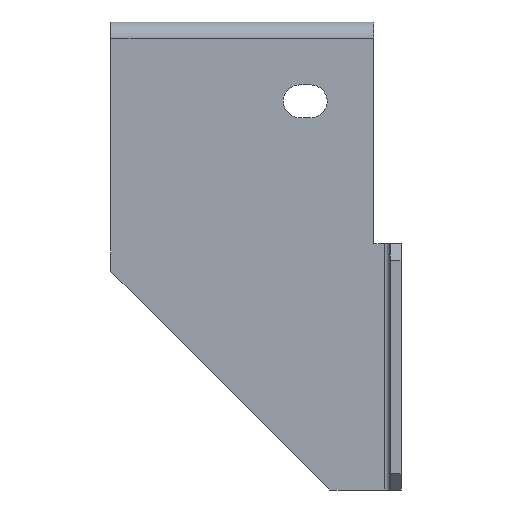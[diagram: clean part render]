
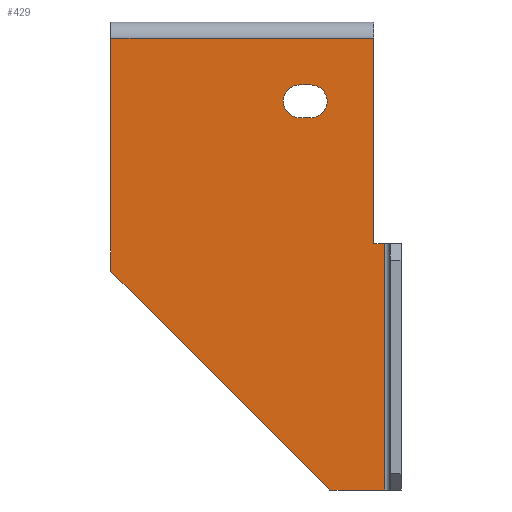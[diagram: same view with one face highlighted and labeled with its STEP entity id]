
A CAD part, left-side view. The second image highlights one B-rep face of the part: STEP entity #429.
In plain terms, the highlighted planar face has unit normal (-1, 0, 0).
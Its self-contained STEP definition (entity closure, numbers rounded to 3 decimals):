
#8 = VERTEX_POINT ( 'NONE', #637 ) ;
#20 = DIRECTION ( 'NONE',  ( 0., 0., -1. ) ) ;
#23 = DIRECTION ( 'NONE',  ( 0., -1., 0. ) ) ;
#26 = CIRCLE ( 'NONE', #936, 3. ) ;
#45 = VECTOR ( 'NONE', #942, 1000. ) ;
#59 = EDGE_CURVE ( 'NONE', #603, #413, #1291, .T. ) ;
#61 = DIRECTION ( 'NONE',  ( 0., 0., -1. ) ) ;
#90 = FACE_BOUND ( 'NONE', #479, .T. ) ;
#94 = DIRECTION ( 'NONE',  ( 0., 1., 0. ) ) ;
#100 = CARTESIAN_POINT ( 'NONE',  ( 17.25, 16.5, 48.5 ) ) ;
#111 = DIRECTION ( 'NONE',  ( 0., -1., 0. ) ) ;
#205 = ORIENTED_EDGE ( 'NONE', *, *, #1099, .F. ) ;
#218 = AXIS2_PLACEMENT_3D ( 'NONE', #499, #811, #899 ) ;
#242 = CARTESIAN_POINT ( 'NONE',  ( 17.25, 51., 17.5 ) ) ;
#276 = LINE ( 'NONE', #661, #296 ) ;
#287 = EDGE_CURVE ( 'NONE', #413, #542, #728, .T. ) ;
#293 = VECTOR ( 'NONE', #578, 1000. ) ;
#296 = VECTOR ( 'NONE', #460, 1000. ) ;
#325 = CARTESIAN_POINT ( 'NONE',  ( 17.25, 51., 17.5 ) ) ;
#354 = AXIS2_PLACEMENT_3D ( 'NONE', #1012, #806, #399 ) ;
#371 = ORIENTED_EDGE ( 'NONE', *, *, #372, .F. ) ;
#372 = EDGE_CURVE ( 'NONE', #849, #8, #676, .T. ) ;
#384 = ORIENTED_EDGE ( 'NONE', *, *, #727, .T. ) ;
#387 = EDGE_CURVE ( 'NONE', #597, #588, #1083, .T. ) ;
#393 = ORIENTED_EDGE ( 'NONE', *, *, #1210, .T. ) ;
#394 = CARTESIAN_POINT ( 'NONE',  ( 17.25, 0., 22.5 ) ) ;
#399 = DIRECTION ( 'NONE',  ( 0., -1., 0. ) ) ;
#413 = VERTEX_POINT ( 'NONE', #598 ) ;
#423 = VECTOR ( 'NONE', #111, 1000. ) ;
#429 = ADVANCED_FACE ( 'NONE', ( #90, #907 ), #1090, .F. ) ;
#434 = LINE ( 'NONE', #242, #45 ) ;
#448 = CARTESIAN_POINT ( 'NONE',  ( 17.25, 16.5, 45.5 ) ) ;
#452 = CARTESIAN_POINT ( 'NONE',  ( 17.25, 1., 22.5 ) ) ;
#460 = DIRECTION ( 'NONE',  ( 0., 0., -1. ) ) ;
#479 = EDGE_LOOP ( 'NONE', ( #531, #938, #371, #205 ) ) ;
#499 = CARTESIAN_POINT ( 'NONE',  ( 17.25, 0., 0. ) ) ;
#505 = EDGE_CURVE ( 'NONE', #1226, #1231, #627, .T. ) ;
#509 = EDGE_LOOP ( 'NONE', ( #393, #837, #384, #667, #1283, #560, #541 ) ) ;
#529 = CARTESIAN_POINT ( 'NONE',  ( 17.25, 3., 60. ) ) ;
#531 = ORIENTED_EDGE ( 'NONE', *, *, #505, .F. ) ;
#533 = EDGE_CURVE ( 'NONE', #730, #1089, #434, .T. ) ;
#541 = ORIENTED_EDGE ( 'NONE', *, *, #59, .F. ) ;
#542 = VERTEX_POINT ( 'NONE', #1131 ) ;
#560 = ORIENTED_EDGE ( 'NONE', *, *, #287, .F. ) ;
#578 = DIRECTION ( 'NONE',  ( 0., -1., 0. ) ) ;
#588 = VERTEX_POINT ( 'NONE', #658 ) ;
#597 = VERTEX_POINT ( 'NONE', #452 ) ;
#598 = CARTESIAN_POINT ( 'NONE',  ( 17.25, 3., 60. ) ) ;
#603 = VERTEX_POINT ( 'NONE', #966 ) ;
#627 = LINE ( 'NONE', #1228, #716 ) ;
#635 = DIRECTION ( 'NONE',  ( 0., 1., 0. ) ) ;
#637 = CARTESIAN_POINT ( 'NONE',  ( 17.25, 14.5, 45.5 ) ) ;
#658 = CARTESIAN_POINT ( 'NONE',  ( 17.25, 1., -22.5 ) ) ;
#661 = CARTESIAN_POINT ( 'NONE',  ( 17.25, 51., 0. ) ) ;
#667 = ORIENTED_EDGE ( 'NONE', *, *, #387, .F. ) ;
#676 = LINE ( 'NONE', #968, #293 ) ;
#703 = EDGE_CURVE ( 'NONE', #597, #542, #705, .T. ) ;
#705 = LINE ( 'NONE', #394, #1076 ) ;
#716 = VECTOR ( 'NONE', #635, 1000. ) ;
#727 = EDGE_CURVE ( 'NONE', #1089, #588, #823, .T. ) ;
#728 = LINE ( 'NONE', #529, #779 ) ;
#730 = VERTEX_POINT ( 'NONE', #325 ) ;
#742 = CIRCLE ( 'NONE', #354, 3. ) ;
#779 = VECTOR ( 'NONE', #20, 1000. ) ;
#806 = DIRECTION ( 'NONE',  ( -1., 0., 0. ) ) ;
#811 = DIRECTION ( 'NONE',  ( 1., 0., 0. ) ) ;
#823 = LINE ( 'NONE', #829, #423 ) ;
#829 = CARTESIAN_POINT ( 'NONE',  ( 17.25, 0., -22.5 ) ) ;
#837 = ORIENTED_EDGE ( 'NONE', *, *, #533, .T. ) ;
#846 = VECTOR ( 'NONE', #61, 1000. ) ;
#849 = VERTEX_POINT ( 'NONE', #448 ) ;
#899 = DIRECTION ( 'NONE',  ( 0., 1., 0. ) ) ;
#907 = FACE_OUTER_BOUND ( 'NONE', #509, .T. ) ;
#912 = DIRECTION ( 'NONE',  ( -1., 0., 0. ) ) ;
#936 = AXIS2_PLACEMENT_3D ( 'NONE', #100, #912, #23 ) ;
#938 = ORIENTED_EDGE ( 'NONE', *, *, #1245, .F. ) ;
#942 = DIRECTION ( 'NONE',  ( 0., -0.707, -0.707 ) ) ;
#963 = CARTESIAN_POINT ( 'NONE',  ( 17.25, 14.5, 51.5 ) ) ;
#966 = CARTESIAN_POINT ( 'NONE',  ( 17.25, 51., 60. ) ) ;
#968 = CARTESIAN_POINT ( 'NONE',  ( 17.25, 14.5, 45.5 ) ) ;
#972 = CARTESIAN_POINT ( 'NONE',  ( 17.25, 3., 60. ) ) ;
#994 = DIRECTION ( 'NONE',  ( 0., -1., 0. ) ) ;
#1012 = CARTESIAN_POINT ( 'NONE',  ( 17.25, 14.5, 48.5 ) ) ;
#1035 = CARTESIAN_POINT ( 'NONE',  ( 17.25, 11., -22.5 ) ) ;
#1076 = VECTOR ( 'NONE', #94, 1000. ) ;
#1083 = LINE ( 'NONE', #1171, #846 ) ;
#1089 = VERTEX_POINT ( 'NONE', #1035 ) ;
#1090 = PLANE ( 'NONE',  #218 ) ;
#1099 = EDGE_CURVE ( 'NONE', #1231, #849, #26, .T. ) ;
#1131 = CARTESIAN_POINT ( 'NONE',  ( 17.25, 3., 22.5 ) ) ;
#1171 = CARTESIAN_POINT ( 'NONE',  ( 17.25, 1., 22.5 ) ) ;
#1209 = VECTOR ( 'NONE', #994, 1000. ) ;
#1210 = EDGE_CURVE ( 'NONE', #603, #730, #276, .T. ) ;
#1226 = VERTEX_POINT ( 'NONE', #963 ) ;
#1228 = CARTESIAN_POINT ( 'NONE',  ( 17.25, 14.5, 51.5 ) ) ;
#1231 = VERTEX_POINT ( 'NONE', #1268 ) ;
#1245 = EDGE_CURVE ( 'NONE', #8, #1226, #742, .T. ) ;
#1268 = CARTESIAN_POINT ( 'NONE',  ( 17.25, 16.5, 51.5 ) ) ;
#1283 = ORIENTED_EDGE ( 'NONE', *, *, #703, .T. ) ;
#1291 = LINE ( 'NONE', #972, #1209 ) ;
